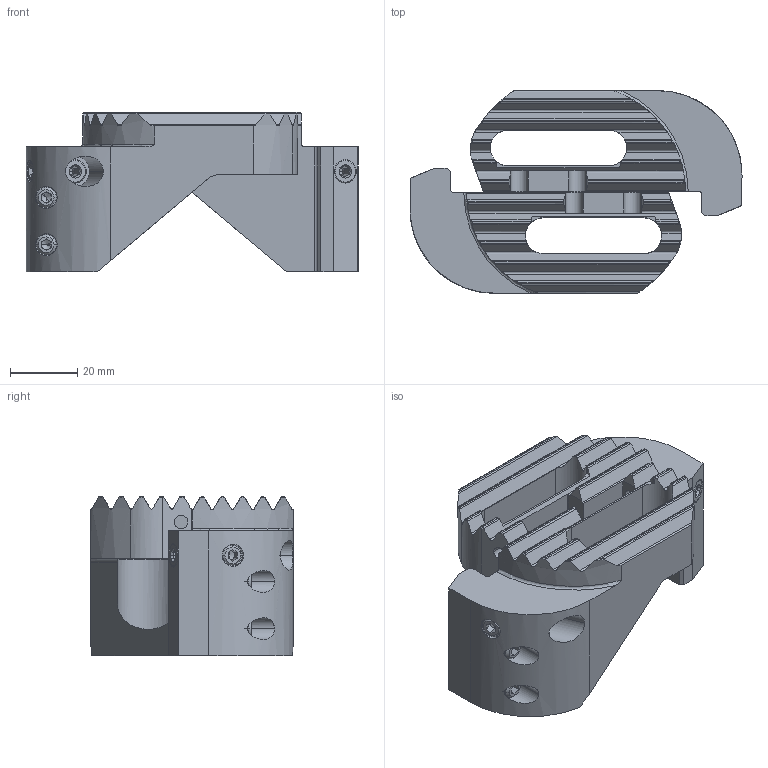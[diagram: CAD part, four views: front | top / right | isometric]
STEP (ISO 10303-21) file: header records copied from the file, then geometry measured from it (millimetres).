
FILE_DESCRIPTION(('no description'),'unknown implementation level');
FILE_NAME('C5C13E37-99A1-49A6-A93C-E62D5F28F041_export.stp',' ',('CIMSOURCE GmbH'),('CADClick - KiM GmbH - www.kimweb.de'),'unknown preprocess','ACIS','unknown authorization');
FILE_SCHEMA(('automotive_design'));
Length unit declared in the file: millimetre
Products named in the file (10): 639.667 KAISER Stirnstechhalter SSH 88-110 SW68 SET|639.666 KAISER Stirnstechhalter SSH 88-110 SW68 L|690.622 KAISER ETL M6x14;Schnitt-Rotation1; 639.667 KAISER Stirnstechhalter SSH 88-110 SW68 SET|639.666 KAISER Stirnstechhalter SSH 88-110 SW68 L|690.400 KAISER ELT M6x6-45H;Schnitt-Linear austragen2; 639.667 KAISER Stirnstechhalter SSH 88-110 SW68 SET|639.666 KAISER Stirnstechhalter SSH 88-110 SW68 L|639.690 KAISER Verstellbolzen SW53-148;Spiegeln1; 639.667 KAISER Stirnstechhalter SSH 88-110 SW68 SET|639.666 KAISER Stirnstechhalter SSH 88-110 SW68 L|639.666 KAISER Stirnstechhalter SSH 88-110 SW68 L;Freistellung Verstellung vorne; 639.667 KAISER Stirnstechhalter SSH 88-110 SW68 SET|639.665 KAISER Stirnstechhalter SSH 88-110 SW68 S|690.622 KAISER ETL M6x14;Schnitt-Rotation1; 639.667 KAISER Stirnstechhalter SSH 88-110 SW68 SET|639.665 KAISER Stirnstechhalter SSH 88-110 SW68 S|690.400 KAISER ELT M6x6-45H;Schnitt-Linear austragen2; 639.667 KAISER Stirnstechhalter SSH 88-110 SW68 SET|639.665 KAISER Stirnstechhalter SSH 88-110 SW68 S|639.690 KAISER Verstellbolzen SW53-148;Spiegeln1; 639.667 KAISER Stirnstechhalter SSH 88-110 SW68 SET|639.665 KAISER Stirnstechhalter SSH 88-110 SW68 S|639.665 KAISER Stirnstechhalter SSH 88-110 SW68 S;Freistellung Verstellung vorne
Bounding box: 98.4 x 60 x 47.25 mm (x, y, z)
Volume: 97169.9 mm3; surface area: 33228.9 mm2
Topology: 10 solids, 10 shells, 544 faces, 1416 edges, 873 vertices
Faces by surface type: plane 250, cylinder 180, cone 104, torus 10
Entity records: 33953 total; most frequent: CARTESIAN_POINT 5223, STYLED_ITEM 2817, PRESENTATION_STYLE_ASSIGNMENT 2817, COLOUR_RGB 2817, ORIENTED_EDGE 2780, DIRECTION 2580, EDGE_CURVE 1390, CURVE_STYLE 1390
